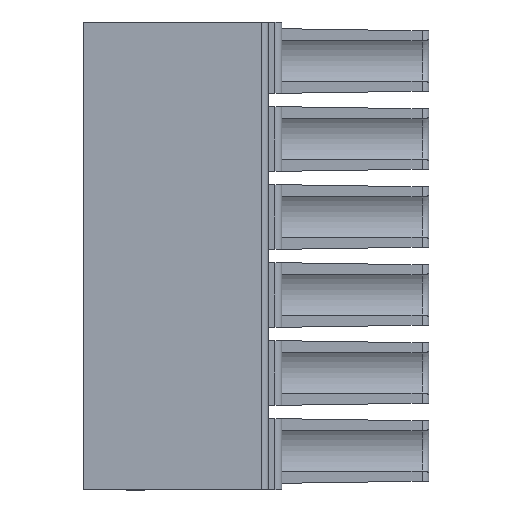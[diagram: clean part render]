
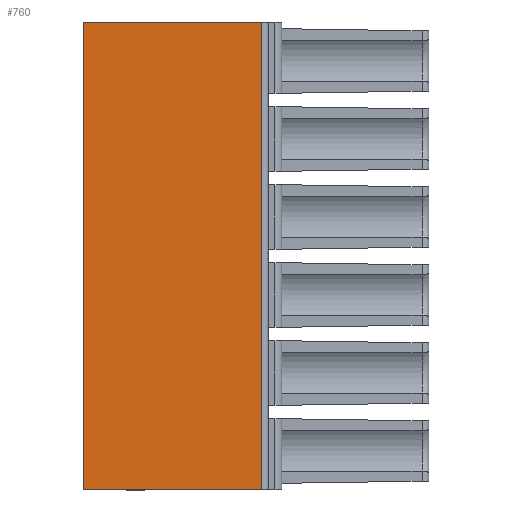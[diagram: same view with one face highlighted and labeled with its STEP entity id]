
A CAD part, front view. The second image highlights one B-rep face of the part: STEP entity #760.
In plain terms, the highlighted planar face has unit normal (0, -1, 0).
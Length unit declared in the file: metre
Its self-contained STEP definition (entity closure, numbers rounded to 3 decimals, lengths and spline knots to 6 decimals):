
#760=ADVANCED_FACE('',(#1896),#1897,.T.);
#1896=FACE_OUTER_BOUND('',#3455,.T.);
#1897=PLANE('',#3456);
#3455=EDGE_LOOP('',(#5683,#5684,#5685,#5686));
#3456=AXIS2_PLACEMENT_3D('',#5687,#5688,#5689);
#5683=ORIENTED_EDGE('',*,*,#9680,.F.);
#5684=ORIENTED_EDGE('',*,*,#9433,.F.);
#5685=ORIENTED_EDGE('',*,*,#9681,.T.);
#5686=ORIENTED_EDGE('',*,*,#9462,.T.);
#5687=CARTESIAN_POINT('',(0.006473,0.00051,0.002633));
#5688=DIRECTION('',(0.,-1.0,0.));
#5689=DIRECTION('',(0.,0.,1.0));
#9433=EDGE_CURVE('',#11374,#11375,#11376,.T.);
#9462=EDGE_CURVE('',#11426,#11424,#11427,.T.);
#9680=EDGE_CURVE('',#11375,#11424,#11759,.T.);
#9681=EDGE_CURVE('',#11374,#11426,#11760,.T.);
#11374=VERTEX_POINT('',#14214);
#11375=VERTEX_POINT('',#14215);
#11376=LINE('',#14216,#14217);
#11424=VERTEX_POINT('',#14283);
#11426=VERTEX_POINT('',#14285);
#11427=LINE('',#14286,#14287);
#11759=LINE('',#14805,#14806);
#11760=LINE('',#14807,#14808);
#14214=CARTESIAN_POINT('',(-0.001527,0.00051,0.013133));
#14215=CARTESIAN_POINT('',(0.006473,0.00051,0.013133));
#14216=CARTESIAN_POINT('',(0.013673,0.00051,0.013133));
#14217=VECTOR('',#17623,1.0);
#14283=CARTESIAN_POINT('',(0.006473,0.00051,-0.007867));
#14285=CARTESIAN_POINT('',(-0.001527,0.00051,-0.007867));
#14286=CARTESIAN_POINT('',(0.013673,0.00051,-0.007867));
#14287=VECTOR('',#17666,1.0);
#14805=CARTESIAN_POINT('',(0.006473,0.00051,0.002633));
#14806=VECTOR('',#17894,1.0);
#14807=CARTESIAN_POINT('',(-0.001527,0.00051,0.002633));
#14808=VECTOR('',#17895,1.0);
#17623=DIRECTION('',(1.0,0.,0.));
#17666=DIRECTION('',(1.0,0.,0.));
#17894=DIRECTION('',(0.,0.,-1.0));
#17895=DIRECTION('',(0.,0.,-1.0));
